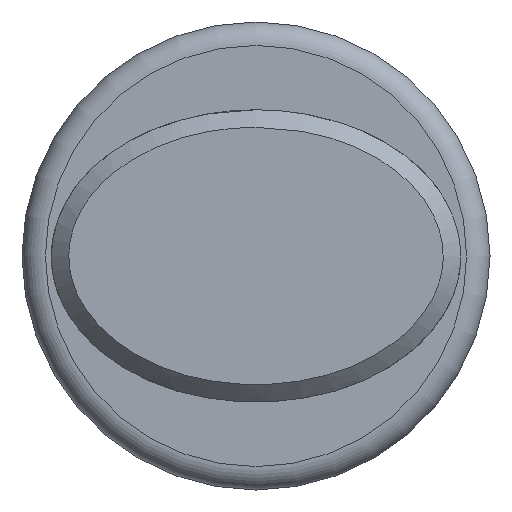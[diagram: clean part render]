
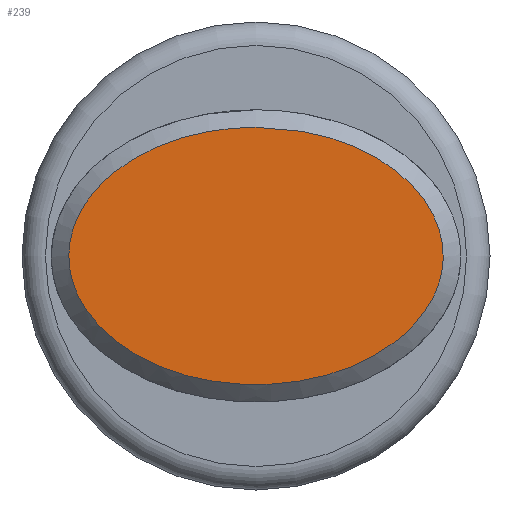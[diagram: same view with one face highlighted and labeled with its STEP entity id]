
A CAD part, left-side view. The second image highlights one B-rep face of the part: STEP entity #239.
In plain terms, the highlighted planar face has unit normal (-1, 0, 0).
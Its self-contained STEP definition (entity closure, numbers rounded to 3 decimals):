
#129=CARTESIAN_POINT('',(-2.0,0.,2.2));
#130=VERTEX_POINT('',#129);
#158=CARTESIAN_POINT('',(-2.,0.,2.199));
#159=CARTESIAN_POINT('',(-2.,-0.491,2.199));
#160=CARTESIAN_POINT('',(-2.,-1.473,2.043));
#161=CARTESIAN_POINT('',(-2.,-2.824,1.26));
#162=CARTESIAN_POINT('',(-2.,-3.276,0.308));
#163=CARTESIAN_POINT('',(-2.0,-3.127,-0.622));
#164=CARTESIAN_POINT('',(-2.,-2.629,-1.372));
#165=CARTESIAN_POINT('',(-2.,-1.09,-2.27));
#166=CARTESIAN_POINT('',(-2.,1.228,-2.274));
#167=CARTESIAN_POINT('',(-2.0,2.707,-1.295));
#168=CARTESIAN_POINT('',(-2.0,3.399,-0.101));
#169=CARTESIAN_POINT('',(-2.,3.02,1.143));
#170=CARTESIAN_POINT('',(-2.,1.472,2.045));
#171=CARTESIAN_POINT('',(-2.,0.491,2.2));
#172=CARTESIAN_POINT('',(-2.,0.,2.199));
#173=B_SPLINE_CURVE_WITH_KNOTS('',3,(#158,#159,#160,#161,#162,#163,#164,#165,#166,#167,#168,#169,#170,#171,#172),.UNSPECIFIED.,.T.,.U.,(4,1,1,1,1,1,1,1,1,1,1,1,4),(1.571,2.02,2.468,3.142,3.366,3.815,4.264,5.161,5.722,6.059,6.956,7.405,7.854),.UNSPECIFIED.);
#174=EDGE_CURVE('',#130,#130,#173,.T.);
#231=CARTESIAN_POINT('',(-2.0,0.,0.));
#232=DIRECTION('',(-1.0,0.0,0.0));
#233=DIRECTION('',(0.0,0.0,1.0));
#234=AXIS2_PLACEMENT_3D('',#231,#232,#233);
#235=PLANE('',#234);
#236=ORIENTED_EDGE('',*,*,#174,.F.);
#237=EDGE_LOOP('',(#236));
#238=FACE_OUTER_BOUND('',#237,.T.);
#239=ADVANCED_FACE('',(#238),#235,.T.);
